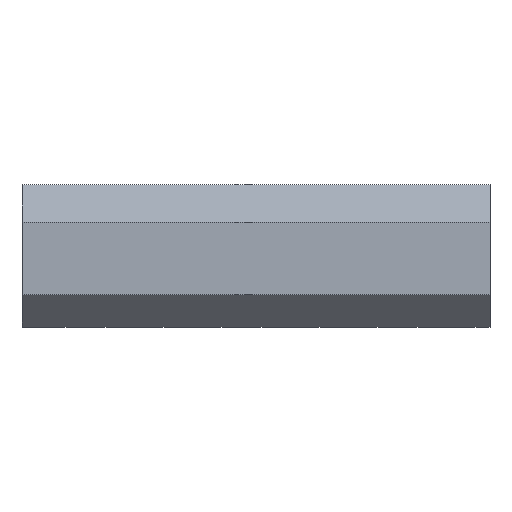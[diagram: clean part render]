
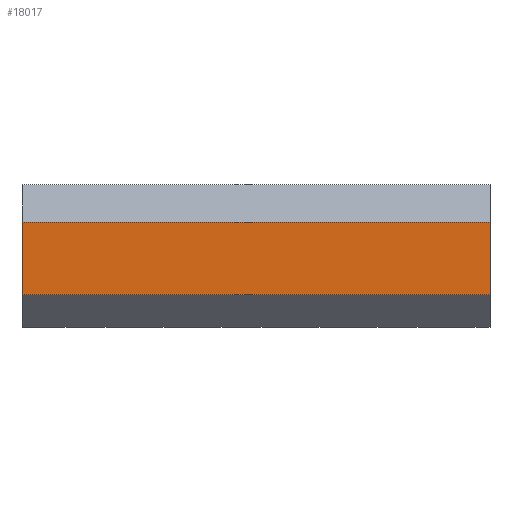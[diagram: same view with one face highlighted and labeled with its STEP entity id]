
A CAD part, top view. The second image highlights one B-rep face of the part: STEP entity #18017.
In plain terms, the highlighted planar face has unit normal (0, 0, 1).
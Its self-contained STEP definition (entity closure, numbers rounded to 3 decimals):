
#15852 = PLANE('',#15853);
#15853 = AXIS2_PLACEMENT_3D('',#15854,#15855,#15856);
#15854 = CARTESIAN_POINT('',(36.25,1.731,5.523));
#15855 = DIRECTION('',(1.,0.,0.));
#15856 = DIRECTION('',(0.,0.,1.));
#15906 = PLANE('',#15907);
#15907 = AXIS2_PLACEMENT_3D('',#15908,#15909,#15910);
#15908 = CARTESIAN_POINT('',(-1.25,1.731,5.523));
#15909 = DIRECTION('',(1.,0.,0.));
#15910 = DIRECTION('',(0.,0.,1.));
#16037 = PLANE('',#16038);
#16038 = AXIS2_PLACEMENT_3D('',#16039,#16040,#16041);
#16039 = CARTESIAN_POINT('',(-1.25,8.4,8.5));
#16040 = DIRECTION('',(0.,-0.447,-0.894));
#16041 = DIRECTION('',(0.,-0.894,0.447));
#16076 = VERTEX_POINT('',#16077);
#16077 = CARTESIAN_POINT('',(-1.25,5.4,10.));
#16098 = EDGE_CURVE('',#16076,#16099,#16101,.T.);
#16099 = VERTEX_POINT('',#16100);
#16100 = CARTESIAN_POINT('',(-1.25,-0.4,10.));
#16101 = SURFACE_CURVE('',#16102,(#16106,#16113),.PCURVE_S1.);
#16102 = LINE('',#16103,#16104);
#16103 = CARTESIAN_POINT('',(-1.25,5.4,10.));
#16104 = VECTOR('',#16105,1.);
#16105 = DIRECTION('',(0.,-1.,0.));
#16106 = PCURVE('',#15906,#16107);
#16107 = DEFINITIONAL_REPRESENTATION('',(#16108),#16112);
#16108 = LINE('',#16109,#16110);
#16109 = CARTESIAN_POINT('',(4.477,-3.669));
#16110 = VECTOR('',#16111,1.);
#16111 = DIRECTION('',(0.,1.));
#16112 = ( GEOMETRIC_REPRESENTATION_CONTEXT(2) 
PARAMETRIC_REPRESENTATION_CONTEXT() REPRESENTATION_CONTEXT('2D SPACE',''
  ) );
#16113 = PCURVE('',#16114,#16119);
#16114 = PLANE('',#16115);
#16115 = AXIS2_PLACEMENT_3D('',#16116,#16117,#16118);
#16116 = CARTESIAN_POINT('',(-1.25,5.4,10.));
#16117 = DIRECTION('',(0.,0.,-1.));
#16118 = DIRECTION('',(0.,-1.,0.));
#16119 = DEFINITIONAL_REPRESENTATION('',(#16120),#16124);
#16120 = LINE('',#16121,#16122);
#16121 = CARTESIAN_POINT('',(0.,-0.));
#16122 = VECTOR('',#16123,1.);
#16123 = DIRECTION('',(1.,0.));
#16124 = ( GEOMETRIC_REPRESENTATION_CONTEXT(2) 
PARAMETRIC_REPRESENTATION_CONTEXT() REPRESENTATION_CONTEXT('2D SPACE',''
  ) );
#16142 = PLANE('',#16143);
#16143 = AXIS2_PLACEMENT_3D('',#16144,#16145,#16146);
#16144 = CARTESIAN_POINT('',(-1.25,-0.4,10.));
#16145 = DIRECTION('',(0.,0.707,-0.707));
#16146 = DIRECTION('',(0.,-0.707,-0.707));
#16238 = VERTEX_POINT('',#16239);
#16239 = CARTESIAN_POINT('',(36.25,5.4,10.));
#16260 = EDGE_CURVE('',#16238,#16261,#16263,.T.);
#16261 = VERTEX_POINT('',#16262);
#16262 = CARTESIAN_POINT('',(36.25,-0.4,10.));
#16263 = SURFACE_CURVE('',#16264,(#16268,#16275),.PCURVE_S1.);
#16264 = LINE('',#16265,#16266);
#16265 = CARTESIAN_POINT('',(36.25,5.4,10.));
#16266 = VECTOR('',#16267,1.);
#16267 = DIRECTION('',(0.,-1.,0.));
#16268 = PCURVE('',#15852,#16269);
#16269 = DEFINITIONAL_REPRESENTATION('',(#16270),#16274);
#16270 = LINE('',#16271,#16272);
#16271 = CARTESIAN_POINT('',(4.477,-3.669));
#16272 = VECTOR('',#16273,1.);
#16273 = DIRECTION('',(0.,1.));
#16274 = ( GEOMETRIC_REPRESENTATION_CONTEXT(2) 
PARAMETRIC_REPRESENTATION_CONTEXT() REPRESENTATION_CONTEXT('2D SPACE',''
  ) );
#16275 = PCURVE('',#16114,#16276);
#16276 = DEFINITIONAL_REPRESENTATION('',(#16277),#16281);
#16277 = LINE('',#16278,#16279);
#16278 = CARTESIAN_POINT('',(0.,-37.5));
#16279 = VECTOR('',#16280,1.);
#16280 = DIRECTION('',(1.,0.));
#16281 = ( GEOMETRIC_REPRESENTATION_CONTEXT(2) 
PARAMETRIC_REPRESENTATION_CONTEXT() REPRESENTATION_CONTEXT('2D SPACE',''
  ) );
#17996 = EDGE_CURVE('',#16076,#16238,#17997,.T.);
#17997 = SURFACE_CURVE('',#17998,(#18002,#18009),.PCURVE_S1.);
#17998 = LINE('',#17999,#18000);
#17999 = CARTESIAN_POINT('',(-1.25,5.4,10.));
#18000 = VECTOR('',#18001,1.);
#18001 = DIRECTION('',(1.,0.,0.));
#18002 = PCURVE('',#16037,#18003);
#18003 = DEFINITIONAL_REPRESENTATION('',(#18004),#18008);
#18004 = LINE('',#18005,#18006);
#18005 = CARTESIAN_POINT('',(3.354,0.));
#18006 = VECTOR('',#18007,1.);
#18007 = DIRECTION('',(0.,-1.));
#18008 = ( GEOMETRIC_REPRESENTATION_CONTEXT(2) 
PARAMETRIC_REPRESENTATION_CONTEXT() REPRESENTATION_CONTEXT('2D SPACE',''
  ) );
#18009 = PCURVE('',#16114,#18010);
#18010 = DEFINITIONAL_REPRESENTATION('',(#18011),#18015);
#18011 = LINE('',#18012,#18013);
#18012 = CARTESIAN_POINT('',(0.,-0.));
#18013 = VECTOR('',#18014,1.);
#18014 = DIRECTION('',(0.,-1.));
#18015 = ( GEOMETRIC_REPRESENTATION_CONTEXT(2) 
PARAMETRIC_REPRESENTATION_CONTEXT() REPRESENTATION_CONTEXT('2D SPACE',''
  ) );
#18017 = ADVANCED_FACE('',(#18018),#16114,.F.);
#18018 = FACE_BOUND('',#18019,.F.);
#18019 = EDGE_LOOP('',(#18020,#18021,#18022,#18043));
#18020 = ORIENTED_EDGE('',*,*,#17996,.T.);
#18021 = ORIENTED_EDGE('',*,*,#16260,.T.);
#18022 = ORIENTED_EDGE('',*,*,#18023,.F.);
#18023 = EDGE_CURVE('',#16099,#16261,#18024,.T.);
#18024 = SURFACE_CURVE('',#18025,(#18029,#18036),.PCURVE_S1.);
#18025 = LINE('',#18026,#18027);
#18026 = CARTESIAN_POINT('',(-1.25,-0.4,10.));
#18027 = VECTOR('',#18028,1.);
#18028 = DIRECTION('',(1.,0.,0.));
#18029 = PCURVE('',#16114,#18030);
#18030 = DEFINITIONAL_REPRESENTATION('',(#18031),#18035);
#18031 = LINE('',#18032,#18033);
#18032 = CARTESIAN_POINT('',(5.8,0.));
#18033 = VECTOR('',#18034,1.);
#18034 = DIRECTION('',(0.,-1.));
#18035 = ( GEOMETRIC_REPRESENTATION_CONTEXT(2) 
PARAMETRIC_REPRESENTATION_CONTEXT() REPRESENTATION_CONTEXT('2D SPACE',''
  ) );
#18036 = PCURVE('',#16142,#18037);
#18037 = DEFINITIONAL_REPRESENTATION('',(#18038),#18042);
#18038 = LINE('',#18039,#18040);
#18039 = CARTESIAN_POINT('',(0.,0.));
#18040 = VECTOR('',#18041,1.);
#18041 = DIRECTION('',(0.,-1.));
#18042 = ( GEOMETRIC_REPRESENTATION_CONTEXT(2) 
PARAMETRIC_REPRESENTATION_CONTEXT() REPRESENTATION_CONTEXT('2D SPACE',''
  ) );
#18043 = ORIENTED_EDGE('',*,*,#16098,.F.);
